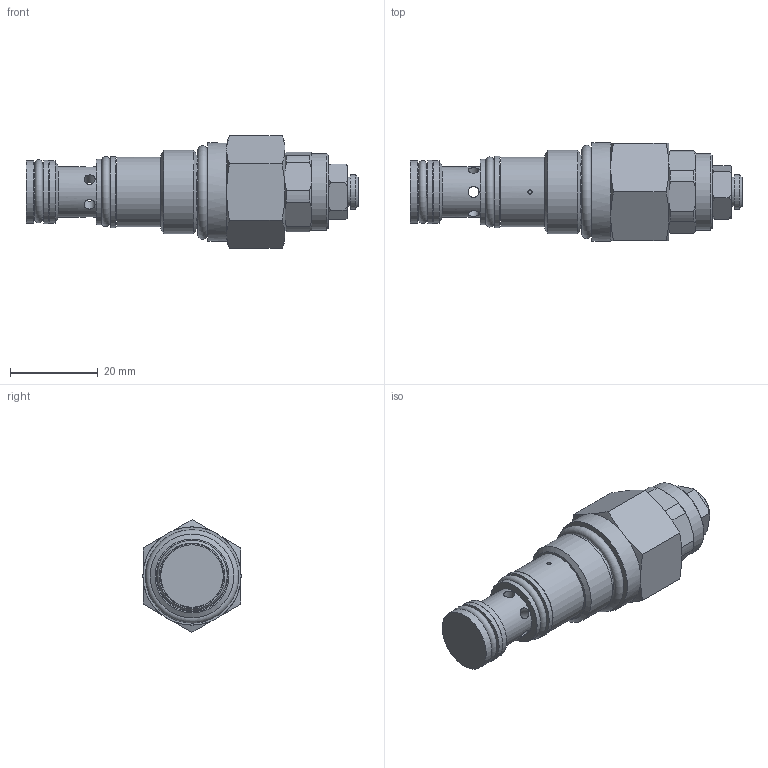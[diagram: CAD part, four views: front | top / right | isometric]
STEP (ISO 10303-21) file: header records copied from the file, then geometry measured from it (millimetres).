
FILE_DESCRIPTION((''),'2;1');
FILE_NAME('5008.stp','2015-01-08T09:27:56',('jml'),(''),'Autodesk Inventor 2010','Autodesk Inventor 2010','');
FILE_SCHEMA(('AUTOMOTIVE_DESIGN { 1 0 10303 214 1 1 1 1 }'));
Length unit declared in the file: inch
Products named in the file (11): 5008; 221345; 221347; 221348; 908 O-RING; 013 O-RING; 014 BACKUP; 014 O-RING; 013 BACKUP; 010 O-RING; 990172
Assembly tree (11 placements, depth 2):
  5008
    221345
    221347
    221348
    908 O-RING
    013 O-RING
    014 BACKUP
    014 O-RING
    013 BACKUP
    010 O-RING  x2
    990172
Bounding box: 75.59 x 22.35 x 25.66 mm (x, y, z)
Volume: 17579.8 mm3; surface area: 10547.7 mm2
Topology: 11 solids, 11 shells, 252 faces, 624 edges, 408 vertices
Faces by surface type: plane 140, cylinder 58, cone 47, torus 7
Full cylindrical faces by diameter (mm): 0.87 x1, 0.965 x1, 2.489 x6, 3.962 x1, 6.172 x1, 6.35 x1, 6.604 x1, 7.874 x1, 7.925 x3, 8.992 x2, 9.169 x1, 10.617 x1, 11.1 x1, 11.43 x1, 11.532 x2, 12.751 x1, 13.081 x1, 13.208 x1, 14.224 x2, 14.275 x1, 14.427 x1, 14.986 x1, 15.824 x1, 16.205 x1, 16.815 x1, 17.45 x1, 19.05 x1, 22.352 x1
Entity records: 7675 total; most frequent: CARTESIAN_POINT 1631, DIRECTION 1165, ORIENTED_EDGE 1096, EDGE_CURVE 548, AXIS2_PLACEMENT_3D 445, VERTEX_POINT 391, EDGE_LOOP 351, VECTOR 275
